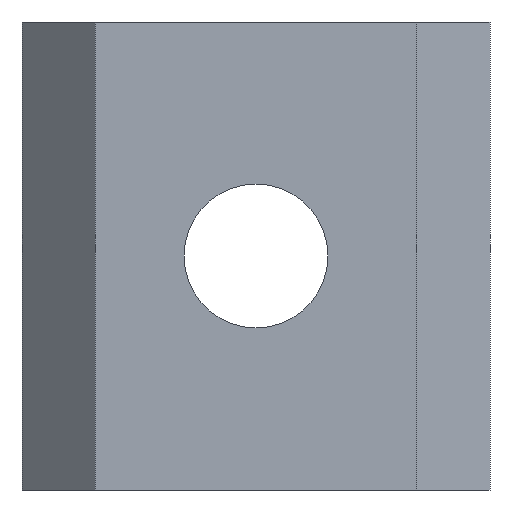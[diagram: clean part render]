
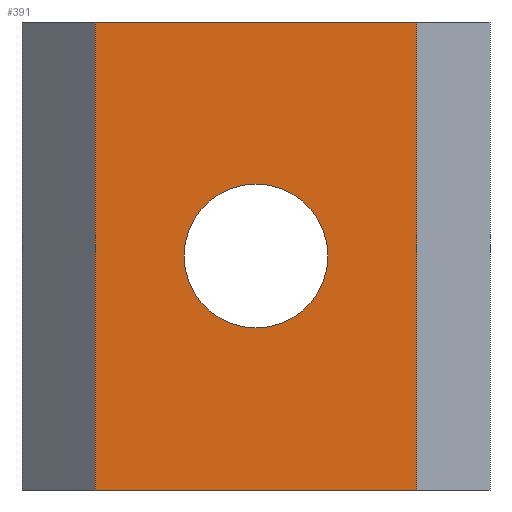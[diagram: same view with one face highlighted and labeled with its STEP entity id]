
A CAD part, front view. The second image highlights one B-rep face of the part: STEP entity #391.
In plain terms, the highlighted planar face has unit normal (0, -1, 0).
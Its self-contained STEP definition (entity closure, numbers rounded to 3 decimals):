
#5 = ORIENTED_EDGE ( 'NONE', *, *, #432, .T. ) ;
#11 = AXIS2_PLACEMENT_3D ( 'NONE', #183, #213, #212 ) ;
#18 = CARTESIAN_POINT ( 'NONE',  ( 5.376, -6., 0. ) ) ;
#27 = DIRECTION ( 'NONE',  ( 0., 0., 1. ) ) ;
#31 = EDGE_CURVE ( 'NONE', #340, #317, #463, .T. ) ;
#35 = VECTOR ( 'NONE', #118, 1000. ) ;
#43 = VECTOR ( 'NONE', #27, 1000. ) ;
#49 = FACE_BOUND ( 'NONE', #234, .T. ) ;
#79 = VERTEX_POINT ( 'NONE', #395 ) ;
#103 = CARTESIAN_POINT ( 'NONE',  ( 5.376, -6., 0. ) ) ;
#110 = CARTESIAN_POINT ( 'NONE',  ( -5.5, -6., 16. ) ) ;
#113 = EDGE_CURVE ( 'NONE', #192, #79, #241, .T. ) ;
#118 = DIRECTION ( 'NONE',  ( 0., 0., -1. ) ) ;
#143 = DIRECTION ( 'NONE',  ( 1., 0., 0. ) ) ;
#152 = CARTESIAN_POINT ( 'NONE',  ( 5.5, -6., 16. ) ) ;
#155 = VECTOR ( 'NONE', #260, 1000. ) ;
#163 = CARTESIAN_POINT ( 'NONE',  ( 0., -6., 8. ) ) ;
#164 = PLANE ( 'NONE',  #449 ) ;
#166 = DIRECTION ( 'NONE',  ( 0., 0., 1. ) ) ;
#179 = LINE ( 'NONE', #277, #35 ) ;
#180 = EDGE_LOOP ( 'NONE', ( #5, #184, #389, #195 ) ) ;
#183 = CARTESIAN_POINT ( 'NONE',  ( 0., -6., 8. ) ) ;
#184 = ORIENTED_EDGE ( 'NONE', *, *, #194, .T. ) ;
#192 = VERTEX_POINT ( 'NONE', #283 ) ;
#194 = EDGE_CURVE ( 'NONE', #263, #340, #425, .T. ) ;
#195 = ORIENTED_EDGE ( 'NONE', *, *, #272, .T. ) ;
#212 = DIRECTION ( 'NONE',  ( 0., 0., 1. ) ) ;
#213 = DIRECTION ( 'NONE',  ( 0., 1., 0. ) ) ;
#227 = CARTESIAN_POINT ( 'NONE',  ( 5.5, -6., 0. ) ) ;
#234 = EDGE_LOOP ( 'NONE', ( #429, #248 ) ) ;
#240 = AXIS2_PLACEMENT_3D ( 'NONE', #163, #379, #166 ) ;
#241 = CIRCLE ( 'NONE', #11, 2.458 ) ;
#248 = ORIENTED_EDGE ( 'NONE', *, *, #113, .T. ) ;
#249 = CIRCLE ( 'NONE', #240, 2.458 ) ;
#260 = DIRECTION ( 'NONE',  ( -1., 0., 0. ) ) ;
#263 = VERTEX_POINT ( 'NONE', #401 ) ;
#272 = EDGE_CURVE ( 'NONE', #317, #294, #295, .T. ) ;
#274 = DIRECTION ( 'NONE',  ( 0., 0., -1. ) ) ;
#277 = CARTESIAN_POINT ( 'NONE',  ( -5.5, -6., 0. ) ) ;
#283 = CARTESIAN_POINT ( 'NONE',  ( 0., -6., 5.542 ) ) ;
#294 = VERTEX_POINT ( 'NONE', #110 ) ;
#295 = LINE ( 'NONE', #365, #155 ) ;
#313 = VECTOR ( 'NONE', #143, 1000. ) ;
#317 = VERTEX_POINT ( 'NONE', #152 ) ;
#340 = VERTEX_POINT ( 'NONE', #227 ) ;
#365 = CARTESIAN_POINT ( 'NONE',  ( 5.376, -6., 16. ) ) ;
#379 = DIRECTION ( 'NONE',  ( 0., 1., 0. ) ) ;
#389 = ORIENTED_EDGE ( 'NONE', *, *, #31, .T. ) ;
#391 = ADVANCED_FACE ( 'NONE', ( #49, #430 ), #164, .T. ) ;
#395 = CARTESIAN_POINT ( 'NONE',  ( 0., -6., 10.458 ) ) ;
#401 = CARTESIAN_POINT ( 'NONE',  ( -5.5, -6., 0. ) ) ;
#414 = EDGE_CURVE ( 'NONE', #79, #192, #249, .T. ) ;
#425 = LINE ( 'NONE', #103, #313 ) ;
#429 = ORIENTED_EDGE ( 'NONE', *, *, #414, .T. ) ;
#430 = FACE_OUTER_BOUND ( 'NONE', #180, .T. ) ;
#432 = EDGE_CURVE ( 'NONE', #294, #263, #179, .T. ) ;
#449 = AXIS2_PLACEMENT_3D ( 'NONE', #18, #455, #274 ) ;
#455 = DIRECTION ( 'NONE',  ( 0., -1., 0. ) ) ;
#460 = CARTESIAN_POINT ( 'NONE',  ( 5.5, -6., 0. ) ) ;
#463 = LINE ( 'NONE', #460, #43 ) ;
